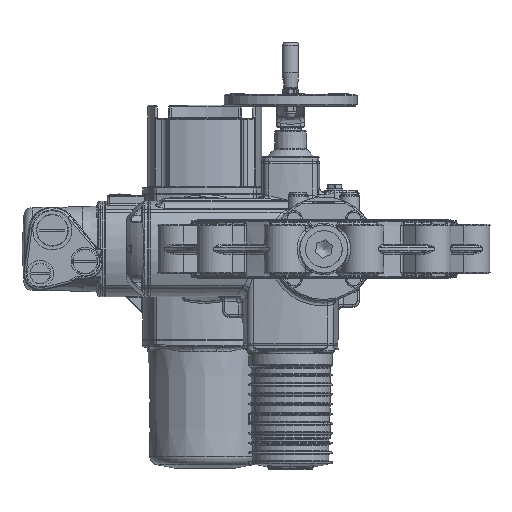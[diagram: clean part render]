
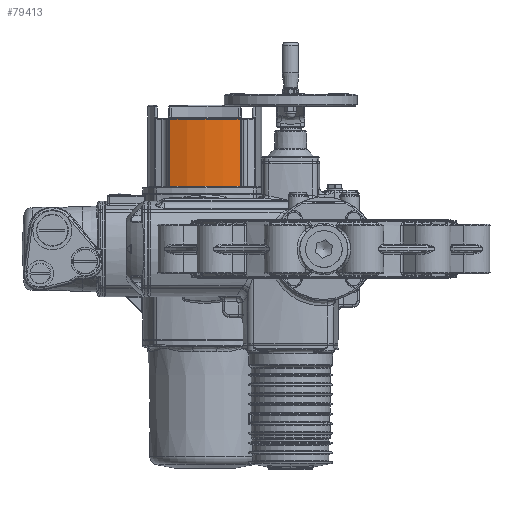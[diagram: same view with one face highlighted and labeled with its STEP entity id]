
A CAD part, front view. The second image highlights one B-rep face of the part: STEP entity #79413.
In plain terms, the highlighted cylindrical face has radius 123.5 mm (diameter 247 mm), a partial arc.
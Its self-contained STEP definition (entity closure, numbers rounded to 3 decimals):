
#7464=LINE('',#450262,#11454);
#7474=LINE('',#450359,#11464);
#11454=VECTOR('',#98591,80.8);
#11464=VECTOR('',#98719,80.8);
#14274=CYLINDRICAL_SURFACE('',#85487,123.5);
#19222=FACE_OUTER_BOUND('',#24487,.T.);
#24487=EDGE_LOOP('',(#60734,#60735,#60736,#60737));
#28859=CIRCLE('',#85433,123.5);
#28891=CIRCLE('',#85488,123.5);
#34196=VERTEX_POINT('',#446799);
#34236=VERTEX_POINT('',#450261);
#34237=VERTEX_POINT('',#450265);
#34255=VERTEX_POINT('',#450357);
#43442=EDGE_CURVE('',#34236,#34196,#7464,.T.);
#43445=EDGE_CURVE('',#34196,#34237,#28859,.T.);
#43486=EDGE_CURVE('',#34255,#34236,#28891,.T.);
#43487=EDGE_CURVE('',#34237,#34255,#7474,.T.);
#60734=ORIENTED_EDGE('',*,*,#43486,.T.);
#60735=ORIENTED_EDGE('',*,*,#43442,.T.);
#60736=ORIENTED_EDGE('',*,*,#43445,.T.);
#60737=ORIENTED_EDGE('',*,*,#43487,.T.);
#79413=ADVANCED_FACE('',(#19222),#14274,.T.);
#85433=AXIS2_PLACEMENT_3D('',#450267,#98598,#98599);
#85487=AXIS2_PLACEMENT_3D('',#450356,#98715,#98716);
#85488=AXIS2_PLACEMENT_3D('',#450358,#98717,#98718);
#98591=DIRECTION('',(0.,0.,-1.));
#98598=DIRECTION('center_axis',(0.,0.,
1.));
#98599=DIRECTION('ref_axis',(0.,-1.,0.));
#98715=DIRECTION('center_axis',(0.,0.,
-1.));
#98716=DIRECTION('ref_axis',(0.,-1.,0.));
#98717=DIRECTION('center_axis',(0.,0.,
-1.));
#98718=DIRECTION('ref_axis',(0.,1.,0.));
#98719=DIRECTION('',(0.,0.,1.));
#446799=CARTESIAN_POINT('',(-185.179,589.426,75.5));
#450261=CARTESIAN_POINT('',(-185.179,589.426,156.3));
#450262=CARTESIAN_POINT('',(-185.179,589.426,156.3));
#450265=CARTESIAN_POINT('',(-100.821,589.426,75.5));
#450267=CARTESIAN_POINT('Origin',(-143.,705.5,75.5));
#450356=CARTESIAN_POINT('Origin',(-143.,705.5,172.8));
#450357=CARTESIAN_POINT('',(-100.821,589.426,156.3));
#450358=CARTESIAN_POINT('Origin',(-143.,705.5,156.3));
#450359=CARTESIAN_POINT('',(-100.821,589.426,75.5));
